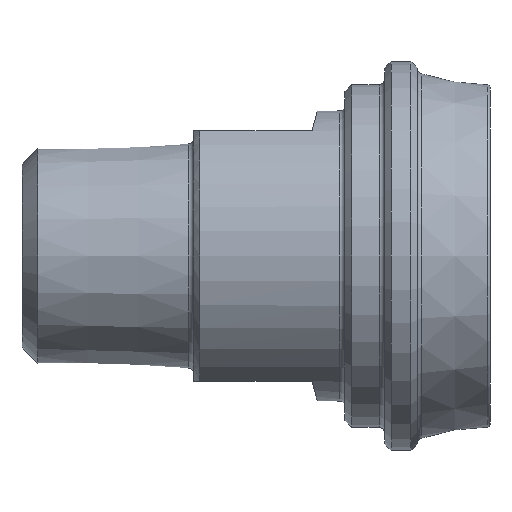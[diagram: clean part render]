
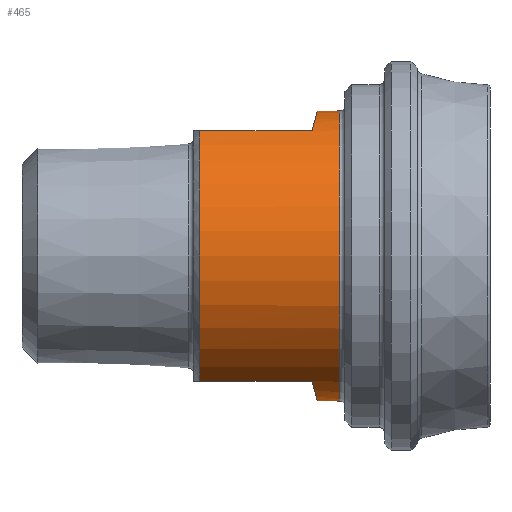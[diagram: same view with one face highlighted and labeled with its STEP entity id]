
A CAD part, front view. The second image highlights one B-rep face of the part: STEP entity #465.
In plain terms, the highlighted cylindrical face has radius 11 mm (diameter 22 mm), a full revolution.
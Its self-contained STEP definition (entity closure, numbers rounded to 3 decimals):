
#15=CYLINDRICAL_SURFACE('',#539,11.);
#43=CIRCLE('',#511,11.);
#44=CIRCLE('',#513,11.);
#45=CIRCLE('',#514,11.);
#58=CIRCLE('',#533,11.);
#61=CIRCLE('',#536,11.);
#82=ELLIPSE('',#502,11.388,11.);
#83=ELLIPSE('',#505,11.388,11.);
#98=FACE_OUTER_BOUND('',#130,.T.);
#130=EDGE_LOOP('',(#366,#367,#368,#369,#370,#371,#372,#373,#374,#375,#376,
#377,#378));
#148=LINE('',#749,#168);
#150=LINE('',#753,#170);
#152=LINE('',#768,#172);
#154=LINE('',#772,#174);
#158=LINE('',#832,#178);
#168=VECTOR('',#577,10.);
#170=VECTOR('',#579,10.);
#172=VECTOR('',#587,10.);
#174=VECTOR('',#589,10.);
#178=VECTOR('',#665,11.);
#192=VERTEX_POINT('',#743);
#194=VERTEX_POINT('',#748);
#195=VERTEX_POINT('',#750);
#196=VERTEX_POINT('',#752);
#198=VERTEX_POINT('',#762);
#200=VERTEX_POINT('',#767);
#201=VERTEX_POINT('',#769);
#202=VERTEX_POINT('',#771);
#205=VERTEX_POINT('',#788);
#216=VERTEX_POINT('',#821);
#217=VERTEX_POINT('',#822);
#238=EDGE_CURVE('',#194,#192,#148,.T.);
#240=EDGE_CURVE('',#196,#195,#150,.T.);
#243=EDGE_CURVE('',#195,#194,#82,.T.);
#245=EDGE_CURVE('',#200,#198,#152,.T.);
#247=EDGE_CURVE('',#202,#201,#154,.T.);
#250=EDGE_CURVE('',#201,#200,#83,.T.);
#254=EDGE_CURVE('',#196,#198,#43,.T.);
#255=EDGE_CURVE('',#202,#205,#44,.T.);
#256=EDGE_CURVE('',#205,#192,#45,.T.);
#271=EDGE_CURVE('',#216,#217,#58,.T.);
#274=EDGE_CURVE('',#217,#216,#61,.T.);
#276=EDGE_CURVE('',#216,#205,#158,.T.);
#366=ORIENTED_EDGE('',*,*,#271,.F.);
#367=ORIENTED_EDGE('',*,*,#276,.T.);
#368=ORIENTED_EDGE('',*,*,#255,.F.);
#369=ORIENTED_EDGE('',*,*,#247,.T.);
#370=ORIENTED_EDGE('',*,*,#250,.T.);
#371=ORIENTED_EDGE('',*,*,#245,.T.);
#372=ORIENTED_EDGE('',*,*,#254,.F.);
#373=ORIENTED_EDGE('',*,*,#240,.T.);
#374=ORIENTED_EDGE('',*,*,#243,.T.);
#375=ORIENTED_EDGE('',*,*,#238,.T.);
#376=ORIENTED_EDGE('',*,*,#256,.F.);
#377=ORIENTED_EDGE('',*,*,#276,.F.);
#378=ORIENTED_EDGE('',*,*,#274,.F.);
#465=ADVANCED_FACE('',(#98),#15,.T.);
#502=AXIS2_PLACEMENT_3D('',#760,#583,#584);
#505=AXIS2_PLACEMENT_3D('',#779,#593,#594);
#511=AXIS2_PLACEMENT_3D('',#786,#605,#606);
#513=AXIS2_PLACEMENT_3D('',#789,#609,#610);
#514=AXIS2_PLACEMENT_3D('',#790,#611,#612);
#533=AXIS2_PLACEMENT_3D('',#823,#651,#652);
#536=AXIS2_PLACEMENT_3D('',#827,#657,#658);
#539=AXIS2_PLACEMENT_3D('',#831,#663,#664);
#577=DIRECTION('',(-1.,0.,0.));
#579=DIRECTION('',(1.,0.,0.));
#583=DIRECTION('center_axis',(0.966,0.,-0.259));
#584=DIRECTION('ref_axis',(0.259,0.,0.966));
#587=DIRECTION('',(-1.,0.,0.));
#589=DIRECTION('',(1.,0.,0.));
#593=DIRECTION('center_axis',(0.966,0.,0.259));
#594=DIRECTION('ref_axis',(-0.259,0.,0.966));
#605=DIRECTION('center_axis',(-1.,0.,0.));
#606=DIRECTION('ref_axis',(0.,-1.,0.));
#609=DIRECTION('center_axis',(-1.,0.,0.));
#610=DIRECTION('ref_axis',(0.,-1.,0.));
#611=DIRECTION('center_axis',(-1.,0.,0.));
#612=DIRECTION('ref_axis',(0.,-1.,0.));
#651=DIRECTION('center_axis',(1.,0.,0.));
#652=DIRECTION('ref_axis',(0.,-1.,0.));
#657=DIRECTION('center_axis',(1.,0.,0.));
#658=DIRECTION('ref_axis',(0.,-1.,0.));
#663=DIRECTION('center_axis',(1.,0.,0.));
#664=DIRECTION('ref_axis',(0.,1.,0.));
#665=DIRECTION('',(-1.,0.,0.));
#743=CARTESIAN_POINT('',(-22.,-5.545,9.5));
#748=CARTESIAN_POINT('',(-13.5,-5.545,9.5));
#749=CARTESIAN_POINT('',(-16.75,-5.545,9.5));
#750=CARTESIAN_POINT('',(-13.5,5.545,9.5));
#752=CARTESIAN_POINT('',(-22.,5.545,9.5));
#753=CARTESIAN_POINT('',(-16.75,5.545,9.5));
#760=CARTESIAN_POINT('Origin',(-16.046,0.,0.));
#762=CARTESIAN_POINT('',(-22.,5.545,-9.5));
#767=CARTESIAN_POINT('',(-13.5,5.545,-9.5));
#768=CARTESIAN_POINT('',(-16.75,5.545,-9.5));
#769=CARTESIAN_POINT('',(-13.5,-5.545,-9.5));
#771=CARTESIAN_POINT('',(-22.,-5.545,-9.5));
#772=CARTESIAN_POINT('',(-16.75,-5.545,-9.5));
#779=CARTESIAN_POINT('Origin',(-16.046,0.,0.));
#786=CARTESIAN_POINT('Origin',(-22.,0.,0.));
#788=CARTESIAN_POINT('',(-22.,-11.,0.));
#789=CARTESIAN_POINT('Origin',(-22.,0.,0.));
#790=CARTESIAN_POINT('Origin',(-22.,0.,0.));
#821=CARTESIAN_POINT('',(-11.4,-11.,0.));
#822=CARTESIAN_POINT('',(-11.4,0.,11.));
#823=CARTESIAN_POINT('Origin',(-11.4,0.,0.));
#827=CARTESIAN_POINT('Origin',(-11.4,0.,0.));
#831=CARTESIAN_POINT('Origin',(-16.75,0.,0.));
#832=CARTESIAN_POINT('',(-16.75,-11.,0.));
